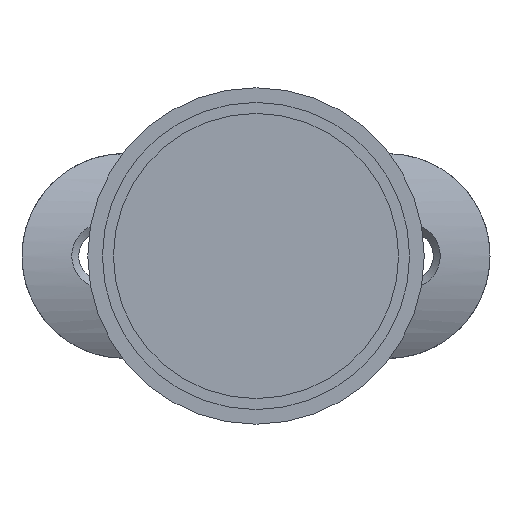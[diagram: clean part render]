
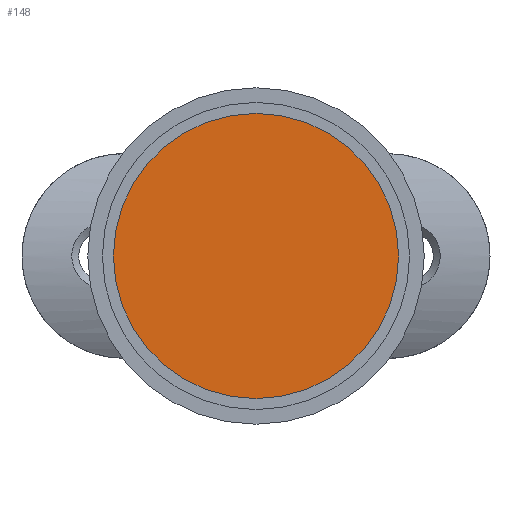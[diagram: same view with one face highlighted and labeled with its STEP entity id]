
A CAD part, left-side view. The second image highlights one B-rep face of the part: STEP entity #148.
In plain terms, the highlighted planar face has unit normal (-1, 0, 0).
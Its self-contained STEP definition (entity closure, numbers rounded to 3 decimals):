
#66=PLANE('',#977);
#104=FACE_OUTER_BOUND('',#424,.T.);
#148=ADVANCED_FACE('',(#104),#66,.F.);
#424=EDGE_LOOP('',(#544));
#544=ORIENTED_EDGE('',*,*,#854,.F.);
#765=VERTEX_POINT('',#2889);
#854=EDGE_CURVE('',#765,#765,#941,.T.);
#941=CIRCLE('',#976,19.5);
#976=AXIS2_PLACEMENT_3D('',#2888,#1083,#1084);
#977=AXIS2_PLACEMENT_3D('',#2890,#1085,#1086);
#1083=DIRECTION('',(1.,0.,0.));
#1084=DIRECTION('',(0.,0.,-1.));
#1085=DIRECTION('',(1.,0.,0.));
#1086=DIRECTION('',(0.,0.,-1.));
#2888=CARTESIAN_POINT('',(10.,0.,0.));
#2889=CARTESIAN_POINT('',(10.,0.,-19.5));
#2890=CARTESIAN_POINT('',(10.,0.,0.));
